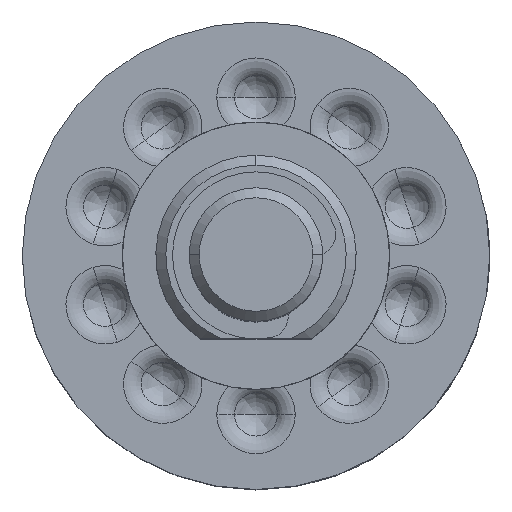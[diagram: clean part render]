
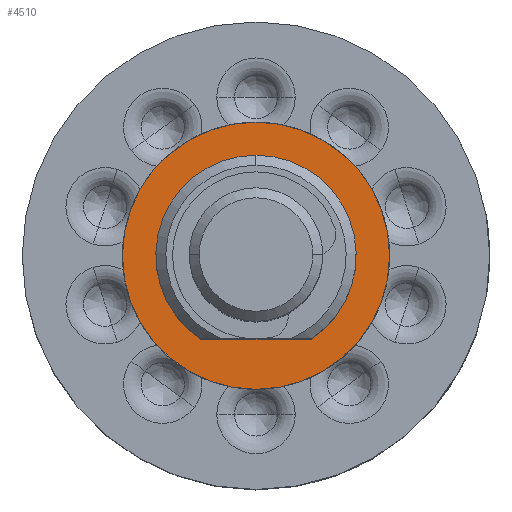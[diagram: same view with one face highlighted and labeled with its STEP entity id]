
A CAD part, top view. The second image highlights one B-rep face of the part: STEP entity #4510.
In plain terms, the highlighted planar face has unit normal (0, 0, 1).
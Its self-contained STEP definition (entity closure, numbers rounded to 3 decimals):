
#80 = FACE_BOUND ( 'NONE', #10803, .T. ) ;
#224 = DIRECTION ( 'NONE',  ( 0., -1., 0. ) ) ;
#388 = CIRCLE ( 'NONE', #10048, 4. ) ;
#624 = LINE ( 'NONE', #6833, #1024 ) ;
#773 = EDGE_CURVE ( 'NONE', #8616, #14847, #934, .T. ) ;
#934 = CIRCLE ( 'NONE', #5164, 4. ) ;
#1024 = VECTOR ( 'NONE', #8168, 1000. ) ;
#1251 = DIRECTION ( 'NONE',  ( 0., 0., 1. ) ) ;
#1335 = EDGE_LOOP ( 'NONE', ( #11138, #10797 ) ) ;
#1574 = DIRECTION ( 'NONE',  ( 0., 0., 1. ) ) ;
#2060 = PLANE ( 'NONE',  #15131 ) ;
#3313 = ORIENTED_EDGE ( 'NONE', *, *, #13579, .F. ) ;
#4254 = DIRECTION ( 'NONE',  ( 0., 0., 1. ) ) ;
#4264 = FACE_OUTER_BOUND ( 'NONE', #1335, .T. ) ;
#4510 = ADVANCED_FACE ( 'NONE', ( #80, #4264 ), #2060, .T. ) ;
#5162 = EDGE_CURVE ( 'NONE', #14847, #8616, #388, .T. ) ;
#5164 = AXIS2_PLACEMENT_3D ( 'NONE', #11529, #4254, #12745 ) ;
#5703 = CARTESIAN_POINT ( 'NONE',  ( 1.658, -2.5, 0. ) ) ;
#5819 = ORIENTED_EDGE ( 'NONE', *, *, #12802, .F. ) ;
#6254 = CARTESIAN_POINT ( 'NONE',  ( -1.658, -2.5, 0. ) ) ;
#6346 = CARTESIAN_POINT ( 'NONE',  ( 0., 3., 0. ) ) ;
#6833 = CARTESIAN_POINT ( 'NONE',  ( 0., -2.5, 0. ) ) ;
#6879 = CIRCLE ( 'NONE', #13064, 3. ) ;
#7497 = CARTESIAN_POINT ( 'NONE',  ( 0., 0., 0. ) ) ;
#7930 = EDGE_CURVE ( 'NONE', #7941, #15729, #624, .T. ) ;
#7941 = VERTEX_POINT ( 'NONE', #5703 ) ;
#8001 = CARTESIAN_POINT ( 'NONE',  ( 0., 0., 0. ) ) ;
#8168 = DIRECTION ( 'NONE',  ( -1., 0., 0. ) ) ;
#8554 = VERTEX_POINT ( 'NONE', #6346 ) ;
#8616 = VERTEX_POINT ( 'NONE', #13622 ) ;
#9390 = CARTESIAN_POINT ( 'NONE',  ( 0., 0., 0. ) ) ;
#9697 = DIRECTION ( 'NONE',  ( 0., -1., 0. ) ) ;
#10048 = AXIS2_PLACEMENT_3D ( 'NONE', #13650, #14960, #224 ) ;
#10797 = ORIENTED_EDGE ( 'NONE', *, *, #773, .T. ) ;
#10803 = EDGE_LOOP ( 'NONE', ( #3313, #15762, #5819 ) ) ;
#11138 = ORIENTED_EDGE ( 'NONE', *, *, #5162, .T. ) ;
#11508 = DIRECTION ( 'NONE',  ( 0., -1., 0. ) ) ;
#11529 = CARTESIAN_POINT ( 'NONE',  ( 0., 0., 0. ) ) ;
#12745 = DIRECTION ( 'NONE',  ( 0., -1., 0. ) ) ;
#12802 = EDGE_CURVE ( 'NONE', #8554, #15729, #6879, .T. ) ;
#13064 = AXIS2_PLACEMENT_3D ( 'NONE', #7497, #1574, #14961 ) ;
#13525 = CIRCLE ( 'NONE', #15722, 3. ) ;
#13579 = EDGE_CURVE ( 'NONE', #7941, #8554, #13525, .T. ) ;
#13622 = CARTESIAN_POINT ( 'NONE',  ( 0., -4., 0. ) ) ;
#13650 = CARTESIAN_POINT ( 'NONE',  ( 0., 0., 0. ) ) ;
#14827 = CARTESIAN_POINT ( 'NONE',  ( 0., 4., 0. ) ) ;
#14847 = VERTEX_POINT ( 'NONE', #14827 ) ;
#14960 = DIRECTION ( 'NONE',  ( 0., 0., 1. ) ) ;
#14961 = DIRECTION ( 'NONE',  ( 0., -1., 0. ) ) ;
#15131 = AXIS2_PLACEMENT_3D ( 'NONE', #9390, #1251, #9697 ) ;
#15263 = DIRECTION ( 'NONE',  ( 0., 0., 1. ) ) ;
#15722 = AXIS2_PLACEMENT_3D ( 'NONE', #8001, #15263, #11508 ) ;
#15729 = VERTEX_POINT ( 'NONE', #6254 ) ;
#15762 = ORIENTED_EDGE ( 'NONE', *, *, #7930, .T. ) ;
